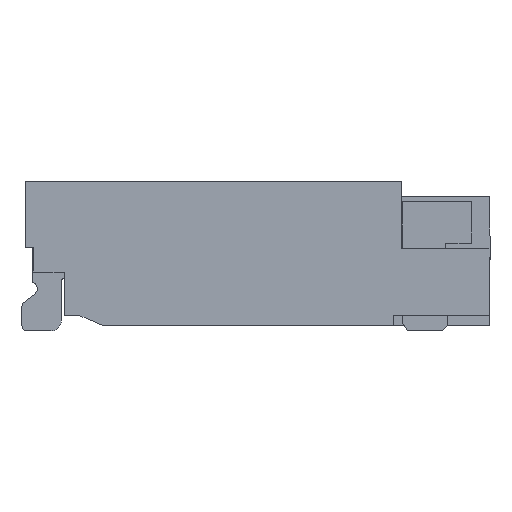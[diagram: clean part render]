
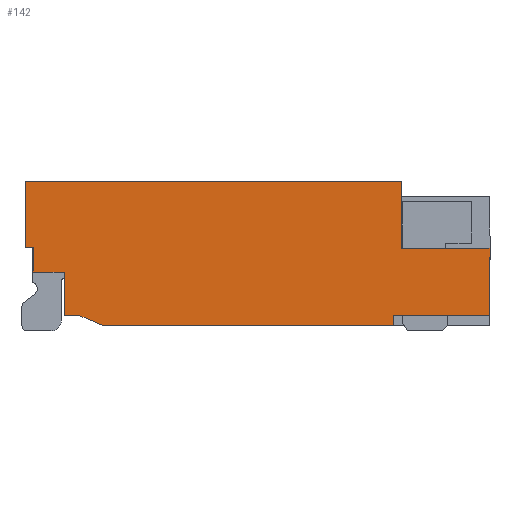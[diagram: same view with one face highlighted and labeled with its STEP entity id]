
A CAD part, left-side view. The second image highlights one B-rep face of the part: STEP entity #142.
In plain terms, the highlighted planar face has unit normal (-1, 0, 0).
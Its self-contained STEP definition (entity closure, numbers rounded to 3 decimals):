
#142=ADVANCED_FACE('',(#492),#331,.F.);
#331=PLANE('',#3856);
#492=FACE_OUTER_BOUND('',#682,.T.);
#682=EDGE_LOOP('',(#1060,#1061,#1062,#1063,#1064,#1065,#1066,#1067,#1068,
#1069,#1070,#1071,#1072,#1073));
#1060=ORIENTED_EDGE('',*,*,#2400,.F.);
#1061=ORIENTED_EDGE('',*,*,#2481,.F.);
#1062=ORIENTED_EDGE('',*,*,#2392,.T.);
#1063=ORIENTED_EDGE('',*,*,#2461,.F.);
#1064=ORIENTED_EDGE('',*,*,#2452,.F.);
#1065=ORIENTED_EDGE('',*,*,#2482,.T.);
#1066=ORIENTED_EDGE('',*,*,#2329,.T.);
#1067=ORIENTED_EDGE('',*,*,#2483,.T.);
#1068=ORIENTED_EDGE('',*,*,#2484,.T.);
#1069=ORIENTED_EDGE('',*,*,#2369,.T.);
#1070=ORIENTED_EDGE('',*,*,#2485,.T.);
#1071=ORIENTED_EDGE('',*,*,#2486,.T.);
#1072=ORIENTED_EDGE('',*,*,#2464,.T.);
#1073=ORIENTED_EDGE('',*,*,#2487,.F.);
#1967=VERTEX_POINT('',#5106);
#1968=VERTEX_POINT('',#5108);
#2007=VERTEX_POINT('',#5187);
#2008=VERTEX_POINT('',#5189);
#2018=VERTEX_POINT('',#5231);
#2019=VERTEX_POINT('',#5232);
#2026=VERTEX_POINT('',#5248);
#2027=VERTEX_POINT('',#5249);
#2073=VERTEX_POINT('',#5352);
#2074=VERTEX_POINT('',#5354);
#2081=VERTEX_POINT('',#5375);
#2083=VERTEX_POINT('',#5378);
#2094=VERTEX_POINT('',#5410);
#2095=VERTEX_POINT('',#5413);
#2329=EDGE_CURVE('',#1968,#1967,#2873,.T.);
#2369=EDGE_CURVE('',#2008,#2007,#2913,.T.);
#2392=EDGE_CURVE('',#2018,#2019,#2936,.T.);
#2400=EDGE_CURVE('',#2026,#2027,#2944,.T.);
#2452=EDGE_CURVE('',#2073,#2074,#2996,.T.);
#2461=EDGE_CURVE('',#2074,#2019,#3005,.T.);
#2464=EDGE_CURVE('',#2083,#2081,#3008,.T.);
#2481=EDGE_CURVE('',#2018,#2026,#3025,.T.);
#2482=EDGE_CURVE('',#2073,#1968,#3026,.T.);
#2483=EDGE_CURVE('',#1967,#2094,#3027,.T.);
#2484=EDGE_CURVE('',#2094,#2008,#3028,.T.);
#2485=EDGE_CURVE('',#2007,#2095,#3029,.T.);
#2486=EDGE_CURVE('',#2095,#2083,#3030,.T.);
#2487=EDGE_CURVE('',#2027,#2081,#3031,.T.);
#2873=LINE('',#5107,#3367);
#2913=LINE('',#5188,#3407);
#2936=LINE('',#5230,#3430);
#2944=LINE('',#5247,#3438);
#2996=LINE('',#5353,#3490);
#3005=LINE('',#5371,#3499);
#3008=LINE('',#5377,#3502);
#3025=LINE('',#5407,#3519);
#3026=LINE('',#5408,#3520);
#3027=LINE('',#5409,#3521);
#3028=LINE('',#5411,#3522);
#3029=LINE('',#5412,#3523);
#3030=LINE('',#5414,#3524);
#3031=LINE('',#5415,#3525);
#3367=VECTOR('',#4105,1.);
#3407=VECTOR('',#4147,1.);
#3430=VECTOR('',#4188,1.);
#3438=VECTOR('',#4198,1.);
#3490=VECTOR('',#4262,1.);
#3499=VECTOR('',#4275,1.);
#3502=VECTOR('',#4280,1.);
#3519=VECTOR('',#4301,1.);
#3520=VECTOR('',#4302,1.);
#3521=VECTOR('',#4303,1.);
#3522=VECTOR('',#4304,1.);
#3523=VECTOR('',#4305,1.);
#3524=VECTOR('',#4306,1.);
#3525=VECTOR('',#4307,1.);
#3856=AXIS2_PLACEMENT_3D('',#5416,#4308,#4309);
#4105=DIRECTION('',(0.,-1.,0.));
#4147=DIRECTION('',(0.,0.,-1.));
#4188=DIRECTION('',(0.,1.,0.));
#4198=DIRECTION('',(0.,1.,0.));
#4262=DIRECTION('',(0.,-1.,0.));
#4275=DIRECTION('',(0.,0.,-1.));
#4280=DIRECTION('',(0.,-1.,0.));
#4301=DIRECTION('',(0.,0.,-1.));
#4302=DIRECTION('',(0.,0.,-1.));
#4303=DIRECTION('',(0.,0.,-1.));
#4304=DIRECTION('',(0.,-1.,0.));
#4305=DIRECTION('',(0.,-1.,0.));
#4306=DIRECTION('',(0.,-0.924,-0.383));
#4307=DIRECTION('',(0.,0.,-1.));
#4308=DIRECTION('',(1.,0.,0.));
#4309=DIRECTION('',(0.,1.,0.));
#5106=CARTESIAN_POINT('',(-6.3,4.21,0.56));
#5107=CARTESIAN_POINT('',(-6.3,4.29,0.56));
#5108=CARTESIAN_POINT('',(-6.3,4.29,0.56));
#5187=CARTESIAN_POINT('',(-6.3,3.91,-0.1));
#5188=CARTESIAN_POINT('',(-6.3,3.91,0.32));
#5189=CARTESIAN_POINT('',(-6.3,3.91,0.32));
#5230=CARTESIAN_POINT('',(-6.3,0.65,0.55));
#5231=CARTESIAN_POINT('',(-6.3,-0.21,0.55));
#5232=CARTESIAN_POINT('',(-6.3,0.65,0.55));
#5247=CARTESIAN_POINT('',(-6.3,-0.21,-0.1));
#5248=CARTESIAN_POINT('',(-6.3,-0.21,-0.1));
#5249=CARTESIAN_POINT('',(-6.3,0.72,-0.1));
#5352=CARTESIAN_POINT('',(-6.3,4.29,1.2));
#5353=CARTESIAN_POINT('',(-6.3,4.29,1.2));
#5354=CARTESIAN_POINT('',(-6.3,0.65,1.2));
#5371=CARTESIAN_POINT('',(-6.3,0.65,0.55));
#5375=CARTESIAN_POINT('',(-6.3,0.72,-0.2));
#5377=CARTESIAN_POINT('',(-6.3,4.29,-0.2));
#5378=CARTESIAN_POINT('',(-6.3,3.529,-0.2));
#5407=CARTESIAN_POINT('',(-6.3,-0.21,1.2));
#5408=CARTESIAN_POINT('',(-6.3,4.29,1.2));
#5409=CARTESIAN_POINT('',(-6.3,4.21,0.56));
#5410=CARTESIAN_POINT('',(-6.3,4.21,0.32));
#5411=CARTESIAN_POINT('',(-6.3,4.21,0.32));
#5412=CARTESIAN_POINT('',(-6.3,3.91,-0.1));
#5413=CARTESIAN_POINT('',(-6.3,3.77,-0.1));
#5414=CARTESIAN_POINT('',(-6.3,4.673,0.274));
#5415=CARTESIAN_POINT('',(-6.3,0.72,-0.1));
#5416=CARTESIAN_POINT('',(-6.3,4.29,1.2));
